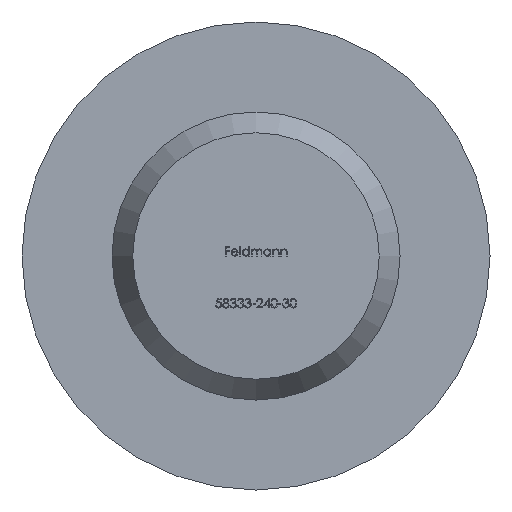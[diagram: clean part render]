
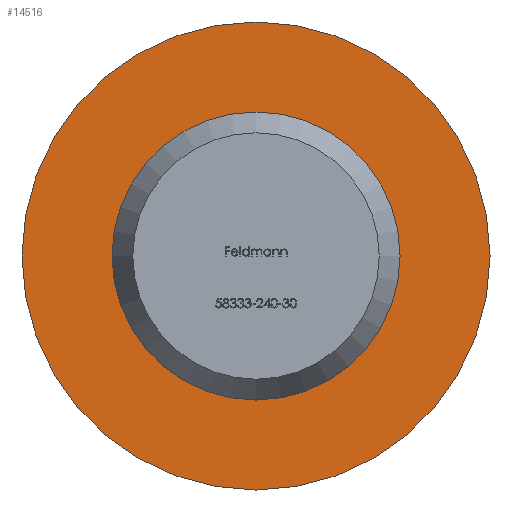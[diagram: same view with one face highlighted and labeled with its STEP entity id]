
A CAD part, front view. The second image highlights one B-rep face of the part: STEP entity #14516.
In plain terms, the highlighted planar face has unit normal (0, -1, 0).
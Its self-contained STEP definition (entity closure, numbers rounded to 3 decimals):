
#264 = AXIS2_PLACEMENT_3D ( 'NONE', #7995, #10545, #14793 ) ;
#661 = EDGE_CURVE ( 'NONE', #4097, #4097, #15095, .T. ) ;
#2013 = DIRECTION ( 'NONE',  ( 0., 0., 1. ) ) ;
#3148 = CARTESIAN_POINT ( 'NONE',  ( 0., 0., 6.5 ) ) ;
#3255 = VERTEX_POINT ( 'NONE', #3148 ) ;
#4097 = VERTEX_POINT ( 'NONE', #6987 ) ;
#4813 = FACE_OUTER_BOUND ( 'NONE', #14093, .T. ) ;
#5678 = CARTESIAN_POINT ( 'NONE',  ( 0., 0., 0. ) ) ;
#6986 = DIRECTION ( 'NONE',  ( 0., -1., 0. ) ) ;
#6987 = CARTESIAN_POINT ( 'NONE',  ( 0., 0., 4. ) ) ;
#7995 = CARTESIAN_POINT ( 'NONE',  ( 0., 0., 0. ) ) ;
#9971 = PLANE ( 'NONE',  #17343 ) ;
#10151 = CARTESIAN_POINT ( 'NONE',  ( 0., 0., 0. ) ) ;
#10545 = DIRECTION ( 'NONE',  ( 0., 1., 0. ) ) ;
#11346 = DIRECTION ( 'NONE',  ( 0., 1., 0. ) ) ;
#11552 = ORIENTED_EDGE ( 'NONE', *, *, #661, .F. ) ;
#12585 = AXIS2_PLACEMENT_3D ( 'NONE', #5678, #6986, #16459 ) ;
#14093 = EDGE_LOOP ( 'NONE', ( #17597 ) ) ;
#14516 = ADVANCED_FACE ( 'NONE', ( #15710, #4813 ), #9971, .F. ) ;
#14700 = EDGE_CURVE ( 'NONE', #3255, #3255, #16971, .T. ) ;
#14793 = DIRECTION ( 'NONE',  ( 0., 0., 1. ) ) ;
#15095 = CIRCLE ( 'NONE', #12585, 4. ) ;
#15710 = FACE_BOUND ( 'NONE', #15724, .T. ) ;
#15724 = EDGE_LOOP ( 'NONE', ( #11552 ) ) ;
#16459 = DIRECTION ( 'NONE',  ( 0., 0., 1. ) ) ;
#16971 = CIRCLE ( 'NONE', #264, 6.5 ) ;
#17343 = AXIS2_PLACEMENT_3D ( 'NONE', #10151, #11346, #2013 ) ;
#17597 = ORIENTED_EDGE ( 'NONE', *, *, #14700, .F. ) ;
